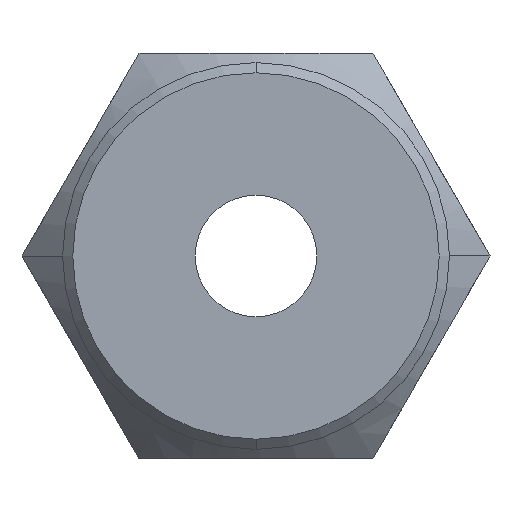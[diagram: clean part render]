
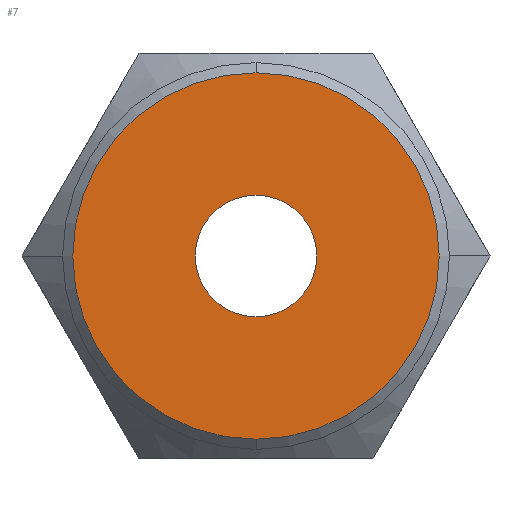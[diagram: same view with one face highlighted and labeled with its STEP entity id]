
A CAD part, front view. The second image highlights one B-rep face of the part: STEP entity #7.
In plain terms, the highlighted planar face has unit normal (0, -1, 0).
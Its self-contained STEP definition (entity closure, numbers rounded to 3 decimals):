
#7 = ADVANCED_FACE ( 'NONE', ( #291, #943 ), #191, .T. ) ;
#23 = CARTESIAN_POINT ( 'NONE',  ( 0., -15.9, -4.521 ) ) ;
#191 = PLANE ( 'NONE',  #1150 ) ;
#220 = CARTESIAN_POINT ( 'NONE',  ( -4.771, -15.9, 0. ) ) ;
#291 = FACE_BOUND ( 'NONE', #1347, .T. ) ;
#409 = CARTESIAN_POINT ( 'NONE',  ( 0., -15.9, 0. ) ) ;
#457 = EDGE_CURVE ( 'NONE', #479, #609, #1421, .T. ) ;
#479 = VERTEX_POINT ( 'NONE', #1271 ) ;
#513 = DIRECTION ( 'NONE',  ( 0., 0., -1. ) ) ;
#550 = EDGE_CURVE ( 'NONE', #1026, #1116, #1327, .T. ) ;
#564 = AXIS2_PLACEMENT_3D ( 'NONE', #409, #1109, #1103 ) ;
#588 = ORIENTED_EDGE ( 'NONE', *, *, #550, .T. ) ;
#609 = VERTEX_POINT ( 'NONE', #1004 ) ;
#631 = DIRECTION ( 'NONE',  ( 0., 0., -1. ) ) ;
#633 = DIRECTION ( 'NONE',  ( 0., -1., 0. ) ) ;
#642 = CARTESIAN_POINT ( 'NONE',  ( 0., -15.9, 0. ) ) ;
#670 = DIRECTION ( 'NONE',  ( 0., 0., 1. ) ) ;
#672 = DIRECTION ( 'NONE',  ( 0., 1., 0. ) ) ;
#676 = CARTESIAN_POINT ( 'NONE',  ( 0., -15.9, 0. ) ) ;
#679 = EDGE_CURVE ( 'NONE', #609, #479, #1018, .T. ) ;
#693 = EDGE_CURVE ( 'NONE', #1116, #1026, #1060, .T. ) ;
#696 = AXIS2_PLACEMENT_3D ( 'NONE', #676, #672, #670 ) ;
#728 = ORIENTED_EDGE ( 'NONE', *, *, #457, .T. ) ;
#799 = AXIS2_PLACEMENT_3D ( 'NONE', #1242, #1240, #1238 ) ;
#943 = FACE_OUTER_BOUND ( 'NONE', #1380, .T. ) ;
#992 = CARTESIAN_POINT ( 'NONE',  ( 0., -15.9, 4.521 ) ) ;
#1004 = CARTESIAN_POINT ( 'NONE',  ( 0., -15.9, -1.5 ) ) ;
#1018 = CIRCLE ( 'NONE', #696, 1.5 ) ;
#1020 = ORIENTED_EDGE ( 'NONE', *, *, #679, .T. ) ;
#1026 = VERTEX_POINT ( 'NONE', #992 ) ;
#1060 = CIRCLE ( 'NONE', #1069, 4.521 ) ;
#1069 = AXIS2_PLACEMENT_3D ( 'NONE', #642, #633, #631 ) ;
#1103 = DIRECTION ( 'NONE',  ( 0., 0., -1. ) ) ;
#1109 = DIRECTION ( 'NONE',  ( 0., -1., 0. ) ) ;
#1116 = VERTEX_POINT ( 'NONE', #23 ) ;
#1150 = AXIS2_PLACEMENT_3D ( 'NONE', #220, #1243, #513 ) ;
#1238 = DIRECTION ( 'NONE',  ( 0., 0., 1. ) ) ;
#1240 = DIRECTION ( 'NONE',  ( 0., 1., 0. ) ) ;
#1242 = CARTESIAN_POINT ( 'NONE',  ( 0., -15.9, 0. ) ) ;
#1243 = DIRECTION ( 'NONE',  ( 0., -1., 0. ) ) ;
#1271 = CARTESIAN_POINT ( 'NONE',  ( 0., -15.9, 1.5 ) ) ;
#1327 = CIRCLE ( 'NONE', #564, 4.521 ) ;
#1347 = EDGE_LOOP ( 'NONE', ( #728, #1020 ) ) ;
#1380 = EDGE_LOOP ( 'NONE', ( #588, #1639 ) ) ;
#1421 = CIRCLE ( 'NONE', #799, 1.5 ) ;
#1639 = ORIENTED_EDGE ( 'NONE', *, *, #693, .T. ) ;
